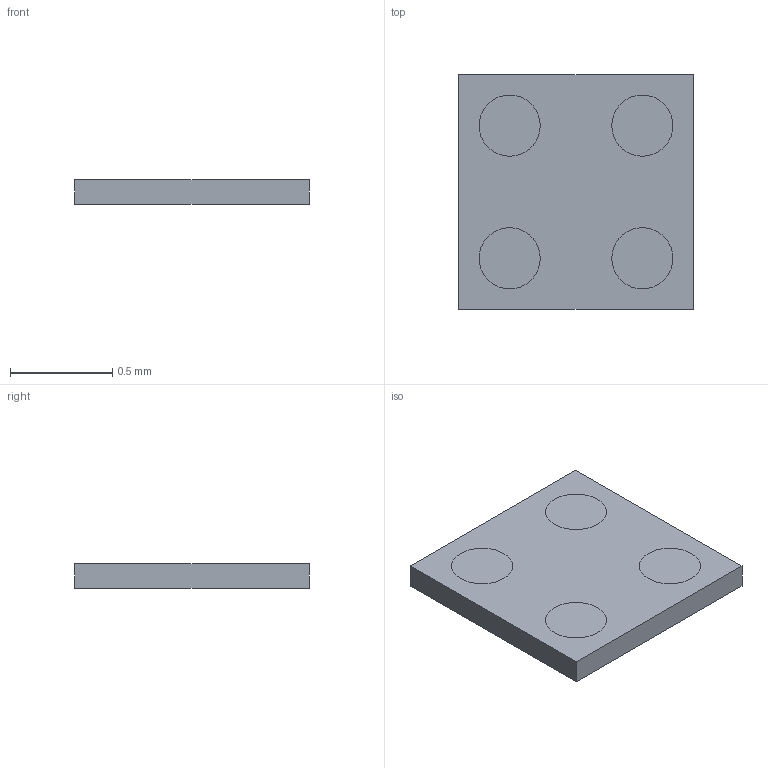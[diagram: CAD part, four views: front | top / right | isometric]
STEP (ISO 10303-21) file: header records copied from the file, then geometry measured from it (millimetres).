
FILE_DESCRIPTION(/* description */ ('Unknown'),/* implementation_level */ '2;1');
FILE_NAME(/* name */ 'X4-DSN1111-4',/* time_stamp */ '2022-03-28T17:06:24+08:00',/* author */ ('Unknown'),/* organization */ ('Unknown'),/* preprocessor_version */ 'ST-DEVELOPER v16.7',/* originating_system */ 'DEX',/* authorisation */ $);
FILE_SCHEMA (('AUTOMOTIVE_DESIGN {1 0 10303 214 3 1 1}'));
Length unit declared in the file: millimetre
Products named in the file (3): X4-DSN1111-4; Mold; Pin
Assembly tree (2 placements, depth 2):
  X4-DSN1111-4
    Mold
    Pin
Bounding box: 1.15 x 1.15 x 0.12 mm (x, y, z)
Volume: 0.2 mm3; surface area: 3.8 mm2
Topology: 5 solids, 5 shells, 26 faces, 40 edges, 28 vertices
Faces by surface type: plane 18, cylinder 8
Full cylindrical faces by diameter (mm): 0.3 x8
Entity records: 607 total; most frequent: DIRECTION 102, CARTESIAN_POINT 81, ORIENTED_EDGE 56, AXIS2_PLACEMENT_3D 45, EDGE_LOOP 38, FACE_BOUND 38, EDGE_CURVE 28, ADVANCED_FACE 26
